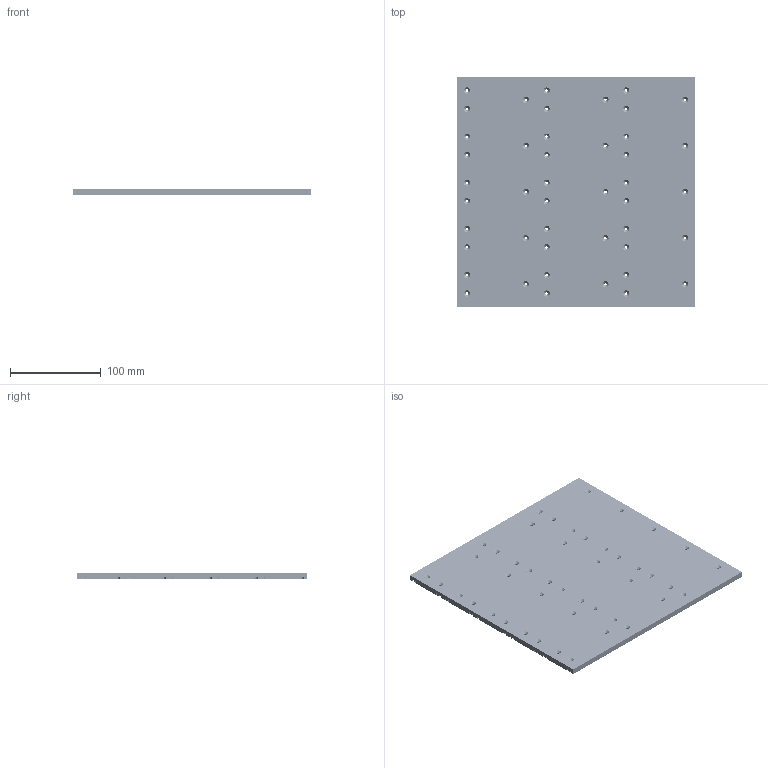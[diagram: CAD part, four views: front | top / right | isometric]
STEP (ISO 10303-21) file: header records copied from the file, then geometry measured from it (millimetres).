
FILE_DESCRIPTION((''),'2;1');
FILE_NAME('EAR_HOOK_TOP_ASM','2015-08-10T',('J44037'),('NORTHROP_GRUMMAN'),'PRO/ENGINEER BY PARAMETRIC TECHNOLOGY CORPORATION, 2010180','PRO/ENGINEER BY PARAMETRIC TECHNOLOGY CORPORATION, 2010180','');
FILE_SCHEMA(('CONFIG_CONTROL_DESIGN'));
Products named in the file (7): EAR_HOOK_TOP_R0; PRT0025; PRT0026; PRT0027; PRT0028; EAR_HOOK_TOP_15_ASM; EAR_HOOK_TOP_ASM
Assembly tree (8 placements, depth 3):
  EAR_HOOK_TOP_ASM
    EAR_HOOK_TOP_15_ASM  x3
      EAR_HOOK_TOP_R0
      PRT0025
      PRT0026
      PRT0027
      PRT0028
Bounding box: 262.89 x 254 x 6.35 mm (x, y, z)
Volume: 380164.4 mm3; surface area: 181413.3 mm2
Topology: 15 solids, 15 shells, 7140 faces, 22635 edges, 13605 vertices
Faces by surface type: plane 2610, cylinder 2460, sphere 1920, cone 90, torus 60
Entity records: 80851 total; most frequent: DIRECTION 15440, CARTESIAN_POINT 14315, ORIENTED_EDGE 13810, EDGE_CURVE 6905, AXIS2_PLACEMENT_3D 6235, VERTEX_POINT 4535, CIRCLE 3835, VECTOR 2970
